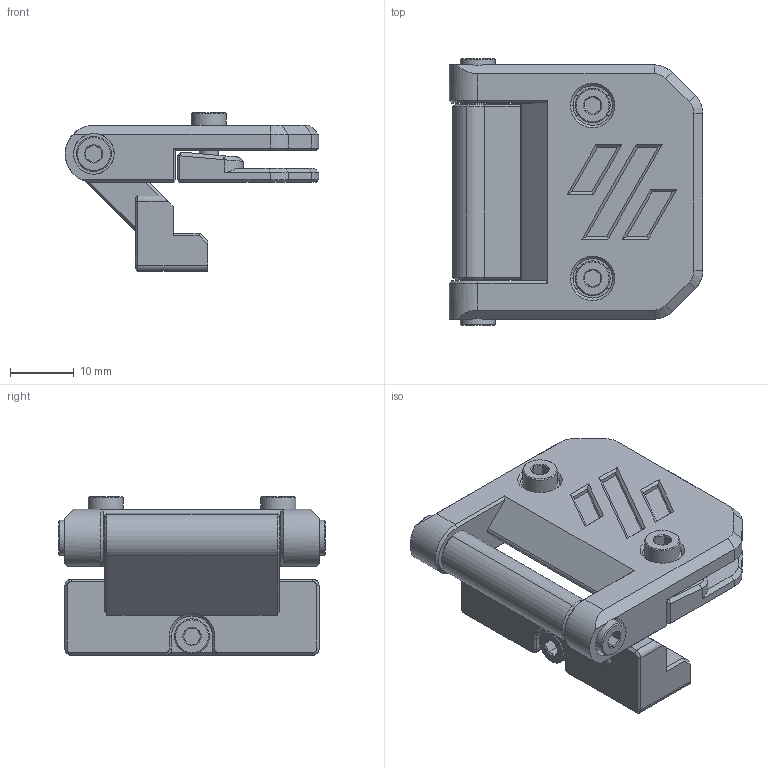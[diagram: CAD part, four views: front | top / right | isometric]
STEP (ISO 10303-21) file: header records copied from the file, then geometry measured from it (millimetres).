
FILE_DESCRIPTION(/* description */ (''),/* implementation_level */ '2;1');
FILE_NAME(/* name */ '270 Clamping Hinge v6.step',/* time_stamp */ '2022-10-27T21:22:56Z',/* author */ (''),/* organization */ (''),/* preprocessor_version */ 'ST-DEVELOPER v19.2',/* originating_system */ 'Autodesk Translation Framework v11.17.0.187',/* authorisation */ '');
FILE_SCHEMA (('AUTOMOTIVE_DESIGN { 1 0 10303 214 3 1 1 }'));
Length unit declared in the file: millimetre
Products named in the file (12): 270 Clamping Hinge; Hinge; Clamp; Top; Bottom; SideMount; M3x8 SHCS Collection; M3x8 SHCS (2) v1; M3x8 SHCS (2) v1 (1); M3x8 SHCS (2) v1 (2); M3x8 SHCS (2) v1 (3); M3x8 SHCS (2) v1 (4)
Assembly tree (11 placements, depth 4):
  270 Clamping Hinge
    Hinge
      Clamp
        Top
        Bottom
      SideMount
      M3x8 SHCS Collection
        M3x8 SHCS (2) v1
        M3x8 SHCS (2) v1 (1)
        M3x8 SHCS (2) v1 (2)
        M3x8 SHCS (2) v1 (3)
        M3x8 SHCS (2) v1 (4)
Bounding box: 39.9 x 42 x 25 mm (x, y, z)
Volume: 14934.4 mm3; surface area: 9956.8 mm2
Topology: 8 solids, 8 shells, 389 faces, 897 edges, 537 vertices
Faces by surface type: plane 259, cone 79, cylinder 45, bspline 6
Full cylindrical faces by diameter (mm): 2.8 x1, 3 x5, 3.1 x1, 3.2 x4, 3.4 x1, 3.5 x1, 5.5 x5, 6.2 x2, 6.4 x2
Entity records: 11268 total; most frequent: CARTESIAN_POINT 2136, DIRECTION 1871, ORIENTED_EDGE 1794, EDGE_CURVE 897, LINE 643, VECTOR 643, AXIS2_PLACEMENT_3D 614, VERTEX_POINT 537
